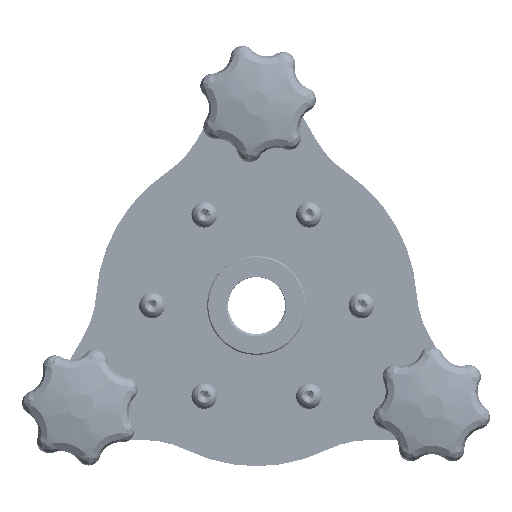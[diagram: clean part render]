
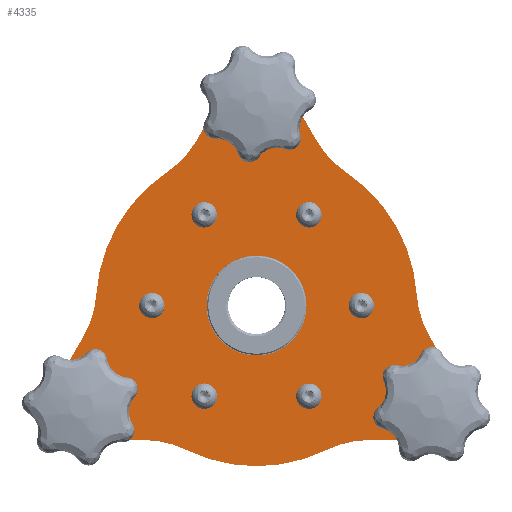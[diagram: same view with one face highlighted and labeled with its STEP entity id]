
A CAD part, top view. The second image highlights one B-rep face of the part: STEP entity #4335.
In plain terms, the highlighted planar face has unit normal (0, 0, 1).
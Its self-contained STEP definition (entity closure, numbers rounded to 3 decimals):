
#451=FACE_BOUND('',#828,.T.);
#452=FACE_BOUND('',#829,.T.);
#453=FACE_BOUND('',#830,.T.);
#454=FACE_BOUND('',#831,.T.);
#455=FACE_BOUND('',#832,.T.);
#456=FACE_BOUND('',#833,.T.);
#457=FACE_BOUND('',#834,.T.);
#458=FACE_BOUND('',#835,.T.);
#459=FACE_BOUND('',#836,.T.);
#460=FACE_BOUND('',#837,.T.);
#494=PLANE('',#4701);
#559=FACE_OUTER_BOUND('',#827,.T.);
#827=EDGE_LOOP('',(#2916,#2917,#2918,#2919,#2920,#2921,#2922,#2923,#2924,
#2925,#2926,#2927,#2928,#2929,#2930,#2931,#2932,#2933));
#828=EDGE_LOOP('',(#2934));
#829=EDGE_LOOP('',(#2935));
#830=EDGE_LOOP('',(#2936));
#831=EDGE_LOOP('',(#2937));
#832=EDGE_LOOP('',(#2938));
#833=EDGE_LOOP('',(#2939));
#834=EDGE_LOOP('',(#2940));
#835=EDGE_LOOP('',(#2941));
#836=EDGE_LOOP('',(#2942));
#837=EDGE_LOOP('',(#2943));
#1111=LINE('',#6249,#1316);
#1116=LINE('',#6264,#1321);
#1124=LINE('',#6300,#1329);
#1135=LINE('',#6363,#1340);
#1138=LINE('',#6372,#1343);
#1141=LINE('',#6381,#1346);
#1316=VECTOR('',#5120,10.);
#1321=VECTOR('',#5133,10.);
#1329=VECTOR('',#5173,10.);
#1340=VECTOR('',#5246,10.);
#1343=VECTOR('',#5257,10.);
#1346=VECTOR('',#5268,10.);
#1515=CIRCLE('',#4631,40.);
#1517=CIRCLE('',#4634,67.5);
#1519=CIRCLE('',#4637,40.);
#1521=CIRCLE('',#4641,40.);
#1523=CIRCLE('',#4645,40.);
#1524=CIRCLE('',#4647,67.5);
#1527=CIRCLE('',#4651,40.);
#1528=CIRCLE('',#4653,67.5);
#1531=CIRCLE('',#4657,40.);
#1532=CIRCLE('',#4660,3.1);
#1534=CIRCLE('',#4663,3.1);
#1536=CIRCLE('',#4666,4.2);
#1538=CIRCLE('',#4669,3.1);
#1540=CIRCLE('',#4672,4.2);
#1542=CIRCLE('',#4675,21.);
#1544=CIRCLE('',#4678,3.1);
#1546=CIRCLE('',#4681,3.1);
#1548=CIRCLE('',#4684,4.2);
#1550=CIRCLE('',#4687,3.1);
#1553=CIRCLE('',#4692,14.);
#1555=CIRCLE('',#4696,14.);
#1557=CIRCLE('',#4700,14.);
#1705=VERTEX_POINT('',#6224);
#1706=VERTEX_POINT('',#6226);
#1708=VERTEX_POINT('',#6232);
#1711=VERTEX_POINT('',#6239);
#1712=VERTEX_POINT('',#6241);
#1714=VERTEX_POINT('',#6247);
#1717=VERTEX_POINT('',#6254);
#1718=VERTEX_POINT('',#6256);
#1720=VERTEX_POINT('',#6262);
#1723=VERTEX_POINT('',#6269);
#1724=VERTEX_POINT('',#6271);
#1727=VERTEX_POINT('',#6281);
#1728=VERTEX_POINT('',#6283);
#1730=VERTEX_POINT('',#6292);
#1732=VERTEX_POINT('',#6298);
#1733=VERTEX_POINT('',#6302);
#1735=VERTEX_POINT('',#6308);
#1737=VERTEX_POINT('',#6314);
#1739=VERTEX_POINT('',#6320);
#1741=VERTEX_POINT('',#6326);
#1743=VERTEX_POINT('',#6332);
#1745=VERTEX_POINT('',#6338);
#1747=VERTEX_POINT('',#6344);
#1749=VERTEX_POINT('',#6350);
#1751=VERTEX_POINT('',#6356);
#1753=VERTEX_POINT('',#6362);
#1755=VERTEX_POINT('',#6371);
#1757=VERTEX_POINT('',#6380);
#2135=EDGE_CURVE('',#1705,#1706,#1515,.T.);
#2139=EDGE_CURVE('',#1705,#1708,#1517,.T.);
#2142=EDGE_CURVE('',#1711,#1712,#1519,.T.);
#2146=EDGE_CURVE('',#1711,#1714,#1111,.T.);
#2149=EDGE_CURVE('',#1717,#1718,#1521,.T.);
#2153=EDGE_CURVE('',#1717,#1720,#1116,.T.);
#2156=EDGE_CURVE('',#1723,#1724,#1523,.T.);
#2158=EDGE_CURVE('',#1723,#1712,#1524,.T.);
#2162=EDGE_CURVE('',#1727,#1728,#1527,.T.);
#2164=EDGE_CURVE('',#1727,#1718,#1528,.T.);
#2168=EDGE_CURVE('',#1730,#1708,#1531,.T.);
#2171=EDGE_CURVE('',#1730,#1732,#1124,.T.);
#2172=EDGE_CURVE('',#1733,#1733,#1532,.T.);
#2175=EDGE_CURVE('',#1735,#1735,#1534,.T.);
#2178=EDGE_CURVE('',#1737,#1737,#1536,.T.);
#2181=EDGE_CURVE('',#1739,#1739,#1538,.T.);
#2184=EDGE_CURVE('',#1741,#1741,#1540,.T.);
#2187=EDGE_CURVE('',#1743,#1743,#1542,.T.);
#2190=EDGE_CURVE('',#1745,#1745,#1544,.T.);
#2193=EDGE_CURVE('',#1747,#1747,#1546,.T.);
#2196=EDGE_CURVE('',#1749,#1749,#1548,.T.);
#2199=EDGE_CURVE('',#1751,#1751,#1550,.T.);
#2202=EDGE_CURVE('',#1753,#1728,#1135,.T.);
#2206=EDGE_CURVE('',#1732,#1753,#1553,.T.);
#2207=EDGE_CURVE('',#1755,#1706,#1138,.T.);
#2211=EDGE_CURVE('',#1714,#1755,#1555,.T.);
#2212=EDGE_CURVE('',#1757,#1724,#1141,.T.);
#2216=EDGE_CURVE('',#1720,#1757,#1557,.T.);
#2916=ORIENTED_EDGE('',*,*,#2164,.T.);
#2917=ORIENTED_EDGE('',*,*,#2149,.F.);
#2918=ORIENTED_EDGE('',*,*,#2153,.T.);
#2919=ORIENTED_EDGE('',*,*,#2216,.T.);
#2920=ORIENTED_EDGE('',*,*,#2212,.T.);
#2921=ORIENTED_EDGE('',*,*,#2156,.F.);
#2922=ORIENTED_EDGE('',*,*,#2158,.T.);
#2923=ORIENTED_EDGE('',*,*,#2142,.F.);
#2924=ORIENTED_EDGE('',*,*,#2146,.T.);
#2925=ORIENTED_EDGE('',*,*,#2211,.T.);
#2926=ORIENTED_EDGE('',*,*,#2207,.T.);
#2927=ORIENTED_EDGE('',*,*,#2135,.F.);
#2928=ORIENTED_EDGE('',*,*,#2139,.T.);
#2929=ORIENTED_EDGE('',*,*,#2168,.F.);
#2930=ORIENTED_EDGE('',*,*,#2171,.T.);
#2931=ORIENTED_EDGE('',*,*,#2206,.T.);
#2932=ORIENTED_EDGE('',*,*,#2202,.T.);
#2933=ORIENTED_EDGE('',*,*,#2162,.F.);
#2934=ORIENTED_EDGE('',*,*,#2199,.T.);
#2935=ORIENTED_EDGE('',*,*,#2196,.T.);
#2936=ORIENTED_EDGE('',*,*,#2193,.T.);
#2937=ORIENTED_EDGE('',*,*,#2190,.T.);
#2938=ORIENTED_EDGE('',*,*,#2187,.T.);
#2939=ORIENTED_EDGE('',*,*,#2184,.T.);
#2940=ORIENTED_EDGE('',*,*,#2181,.T.);
#2941=ORIENTED_EDGE('',*,*,#2178,.T.);
#2942=ORIENTED_EDGE('',*,*,#2175,.T.);
#2943=ORIENTED_EDGE('',*,*,#2172,.T.);
#4335=ADVANCED_FACE('',(#559,#451,#452,#453,#454,#455,#456,#457,#458,#459,
#460),#494,.T.);
#4631=AXIS2_PLACEMENT_3D('',#6227,#5098,#5099);
#4634=AXIS2_PLACEMENT_3D('',#6234,#5106,#5107);
#4637=AXIS2_PLACEMENT_3D('',#6242,#5113,#5114);
#4641=AXIS2_PLACEMENT_3D('',#6257,#5126,#5127);
#4645=AXIS2_PLACEMENT_3D('',#6272,#5139,#5140);
#4647=AXIS2_PLACEMENT_3D('',#6275,#5144,#5145);
#4651=AXIS2_PLACEMENT_3D('',#6284,#5153,#5154);
#4653=AXIS2_PLACEMENT_3D('',#6287,#5158,#5159);
#4657=AXIS2_PLACEMENT_3D('',#6294,#5167,#5168);
#4660=AXIS2_PLACEMENT_3D('',#6303,#5176,#5177);
#4663=AXIS2_PLACEMENT_3D('',#6309,#5183,#5184);
#4666=AXIS2_PLACEMENT_3D('',#6315,#5190,#5191);
#4669=AXIS2_PLACEMENT_3D('',#6321,#5197,#5198);
#4672=AXIS2_PLACEMENT_3D('',#6327,#5204,#5205);
#4675=AXIS2_PLACEMENT_3D('',#6333,#5211,#5212);
#4678=AXIS2_PLACEMENT_3D('',#6339,#5218,#5219);
#4681=AXIS2_PLACEMENT_3D('',#6345,#5225,#5226);
#4684=AXIS2_PLACEMENT_3D('',#6351,#5232,#5233);
#4687=AXIS2_PLACEMENT_3D('',#6357,#5239,#5240);
#4692=AXIS2_PLACEMENT_3D('',#6369,#5253,#5254);
#4696=AXIS2_PLACEMENT_3D('',#6378,#5264,#5265);
#4700=AXIS2_PLACEMENT_3D('',#6387,#5275,#5276);
#4701=AXIS2_PLACEMENT_3D('',#6388,#5277,#5278);
#5098=DIRECTION('center_axis',(0.,0.,1.));
#5099=DIRECTION('ref_axis',(0.226,0.974,0.));
#5106=DIRECTION('center_axis',(0.,0.,1.));
#5107=DIRECTION('ref_axis',(1.,0.,0.));
#5113=DIRECTION('center_axis',(0.,0.,1.));
#5114=DIRECTION('ref_axis',(0.957,-0.291,0.));
#5120=DIRECTION('',(-0.5,-0.866,0.));
#5126=DIRECTION('center_axis',(0.,0.,1.));
#5127=DIRECTION('ref_axis',(-0.73,-0.683,0.));
#5133=DIRECTION('',(-0.5,0.866,0.));
#5139=DIRECTION('center_axis',(0.,0.,1.));
#5140=DIRECTION('ref_axis',(0.73,-0.683,0.));
#5144=DIRECTION('center_axis',(0.,0.,1.));
#5145=DIRECTION('ref_axis',(1.,0.,0.));
#5153=DIRECTION('center_axis',(0.,0.,1.));
#5154=DIRECTION('ref_axis',(-0.957,-0.291,0.));
#5158=DIRECTION('center_axis',(0.,0.,1.));
#5159=DIRECTION('ref_axis',(1.,0.,0.));
#5167=DIRECTION('center_axis',(0.,0.,1.));
#5168=DIRECTION('ref_axis',(-0.226,0.974,0.));
#5173=DIRECTION('',(1.,0.,0.));
#5176=DIRECTION('center_axis',(0.,0.,-1.));
#5177=DIRECTION('ref_axis',(1.,0.,0.));
#5183=DIRECTION('center_axis',(0.,0.,-1.));
#5184=DIRECTION('ref_axis',(1.,0.,0.));
#5190=DIRECTION('center_axis',(0.,0.,-1.));
#5191=DIRECTION('ref_axis',(1.,0.,0.));
#5197=DIRECTION('center_axis',(0.,0.,-1.));
#5198=DIRECTION('ref_axis',(1.,0.,0.));
#5204=DIRECTION('center_axis',(0.,0.,-1.));
#5205=DIRECTION('ref_axis',(1.,0.,0.));
#5211=DIRECTION('center_axis',(0.,0.,-1.));
#5212=DIRECTION('ref_axis',(1.,0.,0.));
#5218=DIRECTION('center_axis',(0.,0.,-1.));
#5219=DIRECTION('ref_axis',(1.,0.,0.));
#5225=DIRECTION('center_axis',(0.,0.,-1.));
#5226=DIRECTION('ref_axis',(1.,0.,0.));
#5232=DIRECTION('center_axis',(0.,0.,-1.));
#5233=DIRECTION('ref_axis',(1.,0.,0.));
#5239=DIRECTION('center_axis',(0.,0.,-1.));
#5240=DIRECTION('ref_axis',(1.,0.,0.));
#5246=DIRECTION('',(-0.5,0.866,0.));
#5253=DIRECTION('center_axis',(0.,0.,1.));
#5254=DIRECTION('ref_axis',(0.,-1.,0.));
#5257=DIRECTION('',(1.,0.,0.));
#5264=DIRECTION('center_axis',(0.,0.,1.));
#5265=DIRECTION('ref_axis',(-0.866,0.5,0.));
#5268=DIRECTION('',(-0.5,-0.866,0.));
#5275=DIRECTION('center_axis',(0.,0.,1.));
#5276=DIRECTION('ref_axis',(0.866,0.5,0.));
#5277=DIRECTION('center_axis',(0.,0.,1.));
#5278=DIRECTION('ref_axis',(1.,0.,0.));
#6224=CARTESIAN_POINT('',(-29.745,-60.593,10.));
#6226=CARTESIAN_POINT('',(-47.371,-56.5,10.));
#6227=CARTESIAN_POINT('Origin',(-47.371,-96.5,10.));
#6232=CARTESIAN_POINT('',(29.745,-60.593,10.));
#6234=CARTESIAN_POINT('Origin',(0.,0.,10.));
#6239=CARTESIAN_POINT('',(-72.616,-12.774,10.));
#6241=CARTESIAN_POINT('',(-67.347,4.537,10.));
#6242=CARTESIAN_POINT('Origin',(-107.257,7.226,10.));
#6247=CARTESIAN_POINT('',(-85.737,-35.5,10.));
#6249=CARTESIAN_POINT('',(-12.124,92.,10.));
#6254=CARTESIAN_POINT('',(25.245,69.274,10.));
#6256=CARTESIAN_POINT('',(37.603,56.056,10.));
#6257=CARTESIAN_POINT('Origin',(59.886,89.274,10.));
#6262=CARTESIAN_POINT('',(12.124,92.,10.));
#6264=CARTESIAN_POINT('',(85.737,-35.5,10.));
#6269=CARTESIAN_POINT('',(-37.603,56.056,10.));
#6271=CARTESIAN_POINT('',(-25.245,69.274,10.));
#6272=CARTESIAN_POINT('Origin',(-59.886,89.274,10.));
#6275=CARTESIAN_POINT('Origin',(0.,0.,10.));
#6281=CARTESIAN_POINT('',(67.347,4.537,10.));
#6283=CARTESIAN_POINT('',(72.616,-12.774,10.));
#6284=CARTESIAN_POINT('Origin',(107.257,7.226,10.));
#6287=CARTESIAN_POINT('Origin',(0.,0.,10.));
#6292=CARTESIAN_POINT('',(47.371,-56.5,10.));
#6294=CARTESIAN_POINT('Origin',(47.371,-96.5,10.));
#6298=CARTESIAN_POINT('',(73.612,-56.5,10.));
#6300=CARTESIAN_POINT('',(-73.612,-56.5,10.));
#6302=CARTESIAN_POINT('',(-47.1,0.,10.));
#6303=CARTESIAN_POINT('Origin',(-44.,0.,10.));
#6308=CARTESIAN_POINT('',(-25.1,-38.105,10.));
#6309=CARTESIAN_POINT('Origin',(-22.,-38.105,10.));
#6314=CARTESIAN_POINT('',(-77.812,-42.5,10.));
#6315=CARTESIAN_POINT('Origin',(-73.612,-42.5,10.));
#6320=CARTESIAN_POINT('',(-25.1,38.105,10.));
#6321=CARTESIAN_POINT('Origin',(-22.,38.105,10.));
#6326=CARTESIAN_POINT('',(-4.2,85.,10.));
#6327=CARTESIAN_POINT('Origin',(0.,85.,10.));
#6332=CARTESIAN_POINT('',(-21.,0.,10.));
#6333=CARTESIAN_POINT('Origin',(0.,0.,10.));
#6338=CARTESIAN_POINT('',(40.9,0.,10.));
#6339=CARTESIAN_POINT('Origin',(44.,0.,10.));
#6344=CARTESIAN_POINT('',(18.9,38.105,10.));
#6345=CARTESIAN_POINT('Origin',(22.,38.105,10.));
#6350=CARTESIAN_POINT('',(69.412,-42.5,10.));
#6351=CARTESIAN_POINT('Origin',(73.612,-42.5,10.));
#6356=CARTESIAN_POINT('',(18.9,-38.105,10.));
#6357=CARTESIAN_POINT('Origin',(22.,-38.105,10.));
#6362=CARTESIAN_POINT('',(85.737,-35.5,10.));
#6363=CARTESIAN_POINT('',(85.737,-35.5,10.));
#6369=CARTESIAN_POINT('Origin',(73.612,-42.5,10.));
#6371=CARTESIAN_POINT('',(-73.612,-56.5,10.));
#6372=CARTESIAN_POINT('',(-73.612,-56.5,10.));
#6378=CARTESIAN_POINT('Origin',(-73.612,-42.5,10.));
#6380=CARTESIAN_POINT('',(-12.124,92.,10.));
#6381=CARTESIAN_POINT('',(-12.124,92.,10.));
#6387=CARTESIAN_POINT('Origin',(0.,85.,10.));
#6388=CARTESIAN_POINT('Origin',(0.,15.75,10.));
